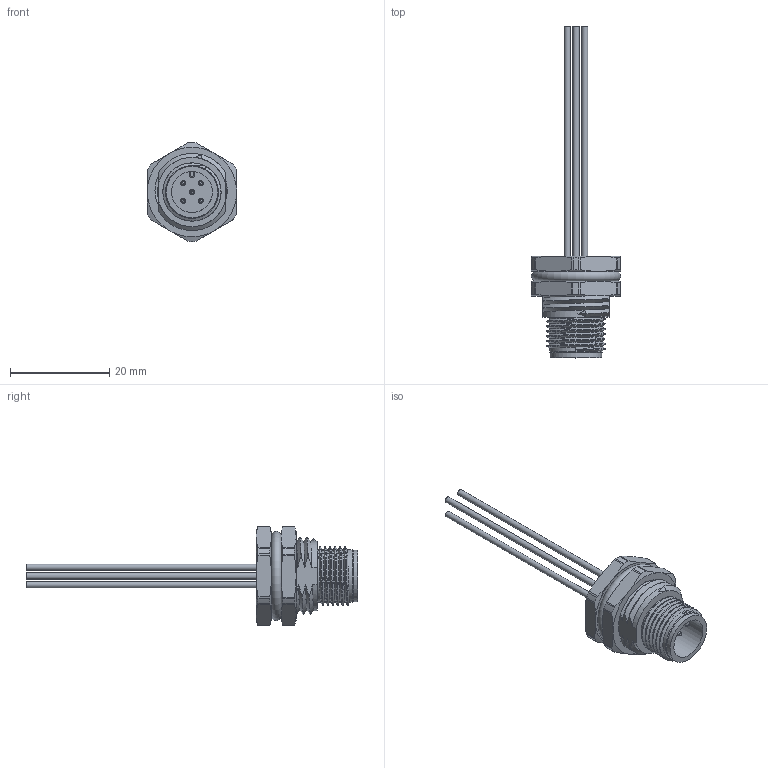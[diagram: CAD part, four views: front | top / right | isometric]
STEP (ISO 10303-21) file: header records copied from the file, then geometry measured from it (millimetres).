
FILE_DESCRIPTION(/* description */ ('Unknown'),/* implementation_level */ '2;1');
FILE_NAME(/* name */ '643452100405',/* time_stamp */ '2024-12-09T09:17:18+01:00',/* author */ ('Unknown'),/* organization */ ('Unknown'),/* preprocessor_version */ 'ST-DEVELOPER v19.4',/* originating_system */ 'Solid Edge',/* authorisation */ 'Unknown');
FILE_SCHEMA (('AUTOMOTIVE_DESIGN {1 0 10303 214 3 1 1}'));
Length unit declared in the file: millimetre
Products named in the file (13): 6434521004xx_With Cable; 6434521004xx; 6434521004xx_Housing; 643452100405_insulator; 6434521004xx_Pin; 6434521004xx_Seal_outer; 6434521004xx_Nut; 6434521004xx_Glue; Wire 22AWG Brown; Wire 22AWG White; Wire 22AWG Blue; Wire 22AWG Black; Wire 22AWG Grey
Assembly tree (16 placements, depth 3):
  6434521004xx_With Cable
    6434521004xx
      6434521004xx_Housing
      643452100405_insulator
      6434521004xx_Pin  x5
      6434521004xx_Seal_outer
      6434521004xx_Nut
      6434521004xx_Glue
    Wire 22AWG Brown
    Wire 22AWG White
    Wire 22AWG Blue
    Wire 22AWG Black
    Wire 22AWG Grey
Bounding box: 18.07 x 67 x 20 mm (x, y, z)
Volume: 3423 mm3; surface area: 6197.9 mm2
Topology: 15 solids, 15 shells, 398 faces, 931 edges, 603 vertices
Faces by surface type: cylinder 145, plane 144, cone 45, bspline 33, torus 31
Full cylindrical faces by diameter (mm): 0.77 x5, 1 x10, 1.1 x5, 1.245 x5, 1.3 x5, 1.4 x15, 1.5 x10, 1.6 x5, 1.7 x5, 8.3 x1, 9.44 x2, 9.45 x1, 10.45 x1, 10.65 x7, 10.8 x10, 11.1 x4, 11.207 x4
Entity records: 28923 total; most frequent: CARTESIAN_POINT 22412, ORIENTED_EDGE 1216, DIRECTION 1138, EDGE_CURVE 608, AXIS2_PLACEMENT_3D 476, VERTEX_POINT 444, FACE_BOUND 418, EDGE_LOOP 416
